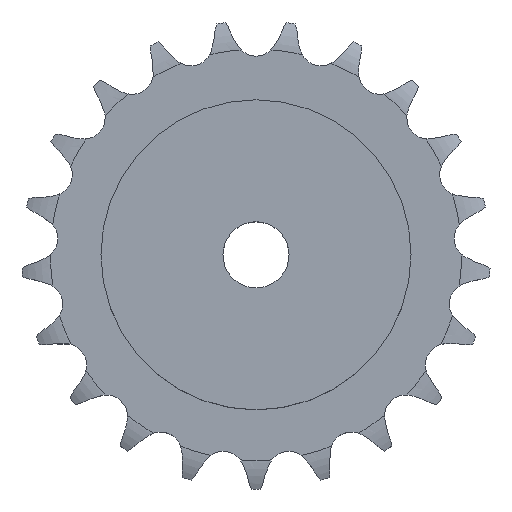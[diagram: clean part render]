
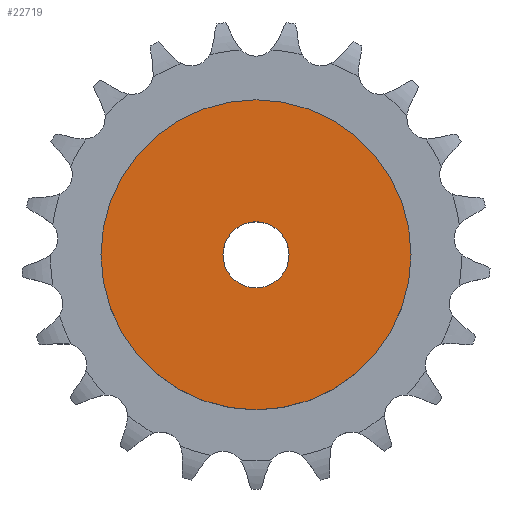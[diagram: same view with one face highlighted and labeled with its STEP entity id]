
A CAD part, top view. The second image highlights one B-rep face of the part: STEP entity #22719.
In plain terms, the highlighted planar face has unit normal (0, 0, 1).
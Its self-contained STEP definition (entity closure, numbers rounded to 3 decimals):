
#3009 = CYLINDRICAL_SURFACE('',#3010,37.5);
#3010 = AXIS2_PLACEMENT_3D('',#3011,#3012,#3013);
#3011 = CARTESIAN_POINT('',(0.,0.,0.));
#3012 = DIRECTION('',(-0.,-0.,-1.));
#3013 = DIRECTION('',(1.,0.,0.));
#14404 = VERTEX_POINT('',#14405);
#14405 = CARTESIAN_POINT('',(37.5,0.,30.));
#14426 = EDGE_CURVE('',#14404,#14404,#14427,.T.);
#14427 = SURFACE_CURVE('',#14428,(#14433,#14440),.PCURVE_S1.);
#14428 = CIRCLE('',#14429,37.5);
#14429 = AXIS2_PLACEMENT_3D('',#14430,#14431,#14432);
#14430 = CARTESIAN_POINT('',(0.,0.,30.));
#14431 = DIRECTION('',(0.,0.,1.));
#14432 = DIRECTION('',(1.,0.,0.));
#14433 = PCURVE('',#3009,#14434);
#14434 = DEFINITIONAL_REPRESENTATION('',(#14435),#14439);
#14435 = LINE('',#14436,#14437);
#14436 = CARTESIAN_POINT('',(-0.,-30.));
#14437 = VECTOR('',#14438,1.);
#14438 = DIRECTION('',(-1.,0.));
#14439 = ( GEOMETRIC_REPRESENTATION_CONTEXT(2) 
PARAMETRIC_REPRESENTATION_CONTEXT() REPRESENTATION_CONTEXT('2D SPACE',''
  ) );
#14440 = PCURVE('',#14441,#14446);
#14441 = PLANE('',#14442);
#14442 = AXIS2_PLACEMENT_3D('',#14443,#14444,#14445);
#14443 = CARTESIAN_POINT('',(0.,0.,30.)
  );
#14444 = DIRECTION('',(0.,0.,1.));
#14445 = DIRECTION('',(1.,0.,0.));
#14446 = DEFINITIONAL_REPRESENTATION('',(#14447),#14451);
#14447 = CIRCLE('',#14448,37.5);
#14448 = AXIS2_PLACEMENT_2D('',#14449,#14450);
#14449 = CARTESIAN_POINT('',(0.,0.));
#14450 = DIRECTION('',(1.,0.));
#14451 = ( GEOMETRIC_REPRESENTATION_CONTEXT(2) 
PARAMETRIC_REPRESENTATION_CONTEXT() REPRESENTATION_CONTEXT('2D SPACE',''
  ) );
#19328 = CYLINDRICAL_SURFACE('',#19329,8.);
#19329 = AXIS2_PLACEMENT_3D('',#19330,#19331,#19332);
#19330 = CARTESIAN_POINT('',(0.,0.,177.508));
#19331 = DIRECTION('',(0.,0.,1.));
#19332 = DIRECTION('',(1.,0.,0.));
#22719 = ADVANCED_FACE('',(#22720,#22723),#14441,.T.);
#22720 = FACE_BOUND('',#22721,.T.);
#22721 = EDGE_LOOP('',(#22722));
#22722 = ORIENTED_EDGE('',*,*,#14426,.T.);
#22723 = FACE_BOUND('',#22724,.T.);
#22724 = EDGE_LOOP('',(#22725));
#22725 = ORIENTED_EDGE('',*,*,#22726,.F.);
#22726 = EDGE_CURVE('',#22727,#22727,#22729,.T.);
#22727 = VERTEX_POINT('',#22728);
#22728 = CARTESIAN_POINT('',(8.,0.,30.));
#22729 = SURFACE_CURVE('',#22730,(#22735,#22742),.PCURVE_S1.);
#22730 = CIRCLE('',#22731,8.);
#22731 = AXIS2_PLACEMENT_3D('',#22732,#22733,#22734);
#22732 = CARTESIAN_POINT('',(0.,0.,30.));
#22733 = DIRECTION('',(0.,0.,1.));
#22734 = DIRECTION('',(1.,0.,0.));
#22735 = PCURVE('',#14441,#22736);
#22736 = DEFINITIONAL_REPRESENTATION('',(#22737),#22741);
#22737 = CIRCLE('',#22738,8.);
#22738 = AXIS2_PLACEMENT_2D('',#22739,#22740);
#22739 = CARTESIAN_POINT('',(0.,0.));
#22740 = DIRECTION('',(1.,0.));
#22741 = ( GEOMETRIC_REPRESENTATION_CONTEXT(2) 
PARAMETRIC_REPRESENTATION_CONTEXT() REPRESENTATION_CONTEXT('2D SPACE',''
  ) );
#22742 = PCURVE('',#19328,#22743);
#22743 = DEFINITIONAL_REPRESENTATION('',(#22744),#22748);
#22744 = LINE('',#22745,#22746);
#22745 = CARTESIAN_POINT('',(0.,-147.508));
#22746 = VECTOR('',#22747,1.);
#22747 = DIRECTION('',(1.,0.));
#22748 = ( GEOMETRIC_REPRESENTATION_CONTEXT(2) 
PARAMETRIC_REPRESENTATION_CONTEXT() REPRESENTATION_CONTEXT('2D SPACE',''
  ) );
